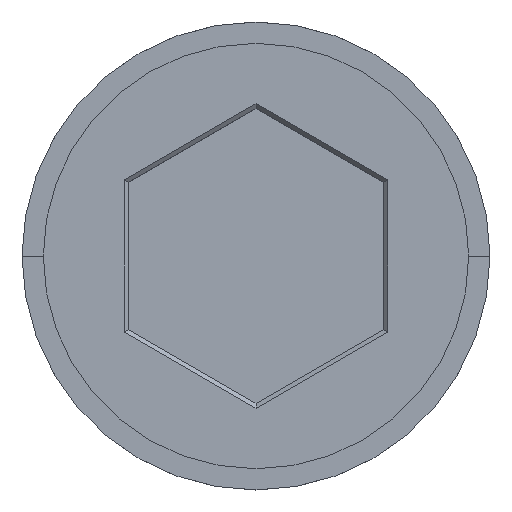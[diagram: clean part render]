
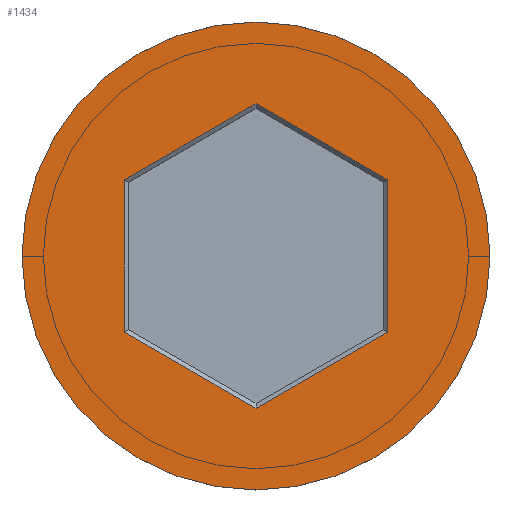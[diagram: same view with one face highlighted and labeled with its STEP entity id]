
A CAD part, top view. The second image highlights one B-rep face of the part: STEP entity #1434.
In plain terms, the highlighted planar face has unit normal (0, 0, 1).
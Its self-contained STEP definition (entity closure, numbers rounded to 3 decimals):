
#24 = DIRECTION ( 'NONE',  ( 0., 1., 0. ) ) ;
#48 = VERTEX_POINT ( 'NONE', #110 ) ;
#55 = CARTESIAN_POINT ( 'NONE',  ( 3.1, -1.732, 0. ) ) ;
#89 = EDGE_CURVE ( 'NONE', #48, #1292, #581, .T. ) ;
#92 = DIRECTION ( 'NONE',  ( 0., 0., 1. ) ) ;
#110 = CARTESIAN_POINT ( 'NONE',  ( 3.1, -1.79, 0. ) ) ;
#144 = LINE ( 'NONE', #55, #821 ) ;
#180 = CARTESIAN_POINT ( 'NONE',  ( 0., 0., 0. ) ) ;
#239 = CARTESIAN_POINT ( 'NONE',  ( 3.05, 1.819, 0. ) ) ;
#253 = LINE ( 'NONE', #239, #356 ) ;
#284 = FACE_OUTER_BOUND ( 'NONE', #1378, .T. ) ;
#300 = CARTESIAN_POINT ( 'NONE',  ( 0., 0., 0. ) ) ;
#306 = VERTEX_POINT ( 'NONE', #841 ) ;
#326 = DIRECTION ( 'NONE',  ( 1., 0., 0. ) ) ;
#339 = DIRECTION ( 'NONE',  ( -0.866, -0.5, 0. ) ) ;
#356 = VECTOR ( 'NONE', #758, 1000. ) ;
#373 = VECTOR ( 'NONE', #24, 1000. ) ;
#488 = CIRCLE ( 'NONE', #1394, 5.5 ) ;
#501 = CARTESIAN_POINT ( 'NONE',  ( 3.1, 1.79, 0. ) ) ;
#507 = CIRCLE ( 'NONE', #585, 5.5 ) ;
#513 = CARTESIAN_POINT ( 'NONE',  ( 0., -3.58, 0. ) ) ;
#580 = DIRECTION ( 'NONE',  ( 1., 0., 0. ) ) ;
#581 = LINE ( 'NONE', #1589, #979 ) ;
#585 = AXIS2_PLACEMENT_3D ( 'NONE', #1397, #995, #645 ) ;
#621 = CARTESIAN_POINT ( 'NONE',  ( 0., 3.58, 0. ) ) ;
#622 = DIRECTION ( 'NONE',  ( -0.866, 0.5, 0. ) ) ;
#641 = DIRECTION ( 'NONE',  ( 0., -1., 0. ) ) ;
#645 = DIRECTION ( 'NONE',  ( 1., 0., 0. ) ) ;
#655 = FACE_BOUND ( 'NONE', #1017, .T. ) ;
#676 = EDGE_CURVE ( 'NONE', #1425, #1011, #253, .T. ) ;
#727 = LINE ( 'NONE', #997, #373 ) ;
#744 = EDGE_CURVE ( 'NONE', #1292, #1578, #1356, .T. ) ;
#758 = DIRECTION ( 'NONE',  ( 0.866, -0.5, 0. ) ) ;
#767 = EDGE_CURVE ( 'NONE', #1458, #1096, #488, .T. ) ;
#789 = ORIENTED_EDGE ( 'NONE', *, *, #89, .T. ) ;
#821 = VECTOR ( 'NONE', #641, 1000. ) ;
#841 = CARTESIAN_POINT ( 'NONE',  ( -3.1, 1.79, 0. ) ) ;
#868 = CARTESIAN_POINT ( 'NONE',  ( -3.05, -1.819, 0. ) ) ;
#904 = ORIENTED_EDGE ( 'NONE', *, *, #744, .T. ) ;
#940 = EDGE_CURVE ( 'NONE', #306, #1425, #1349, .T. ) ;
#947 = AXIS2_PLACEMENT_3D ( 'NONE', #180, #1076, #326 ) ;
#979 = VECTOR ( 'NONE', #339, 1000. ) ;
#989 = ORIENTED_EDGE ( 'NONE', *, *, #1573, .T. ) ;
#995 = DIRECTION ( 'NONE',  ( 0., 0., 1. ) ) ;
#997 = CARTESIAN_POINT ( 'NONE',  ( -3.1, 1.732, 0. ) ) ;
#1011 = VERTEX_POINT ( 'NONE', #501 ) ;
#1017 = EDGE_LOOP ( 'NONE', ( #1110, #1120, #1118, #989, #789, #904 ) ) ;
#1076 = DIRECTION ( 'NONE',  ( 0., 0., 1. ) ) ;
#1096 = VERTEX_POINT ( 'NONE', #1202 ) ;
#1110 = ORIENTED_EDGE ( 'NONE', *, *, #1250, .T. ) ;
#1118 = ORIENTED_EDGE ( 'NONE', *, *, #676, .T. ) ;
#1120 = ORIENTED_EDGE ( 'NONE', *, *, #940, .T. ) ;
#1130 = ORIENTED_EDGE ( 'NONE', *, *, #767, .T. ) ;
#1202 = CARTESIAN_POINT ( 'NONE',  ( 5.5, 0., 0. ) ) ;
#1250 = EDGE_CURVE ( 'NONE', #1578, #306, #727, .T. ) ;
#1251 = ORIENTED_EDGE ( 'NONE', *, *, #1526, .T. ) ;
#1255 = VECTOR ( 'NONE', #622, 1000. ) ;
#1269 = PLANE ( 'NONE',  #947 ) ;
#1285 = VECTOR ( 'NONE', #1495, 1000. ) ;
#1292 = VERTEX_POINT ( 'NONE', #513 ) ;
#1349 = LINE ( 'NONE', #1588, #1285 ) ;
#1356 = LINE ( 'NONE', #868, #1255 ) ;
#1378 = EDGE_LOOP ( 'NONE', ( #1251, #1130 ) ) ;
#1394 = AXIS2_PLACEMENT_3D ( 'NONE', #300, #92, #580 ) ;
#1397 = CARTESIAN_POINT ( 'NONE',  ( 0., 0., 0. ) ) ;
#1417 = CARTESIAN_POINT ( 'NONE',  ( -3.1, -1.79, 0. ) ) ;
#1425 = VERTEX_POINT ( 'NONE', #621 ) ;
#1431 = CARTESIAN_POINT ( 'NONE',  ( -5.5, 0., 0. ) ) ;
#1434 = ADVANCED_FACE ( 'NONE', ( #655, #284 ), #1269, .T. ) ;
#1458 = VERTEX_POINT ( 'NONE', #1431 ) ;
#1495 = DIRECTION ( 'NONE',  ( 0.866, 0.5, 0. ) ) ;
#1526 = EDGE_CURVE ( 'NONE', #1096, #1458, #507, .T. ) ;
#1573 = EDGE_CURVE ( 'NONE', #1011, #48, #144, .T. ) ;
#1578 = VERTEX_POINT ( 'NONE', #1417 ) ;
#1588 = CARTESIAN_POINT ( 'NONE',  ( -0.05, 3.551, 0. ) ) ;
#1589 = CARTESIAN_POINT ( 'NONE',  ( 0.05, -3.551, 0. ) ) ;
